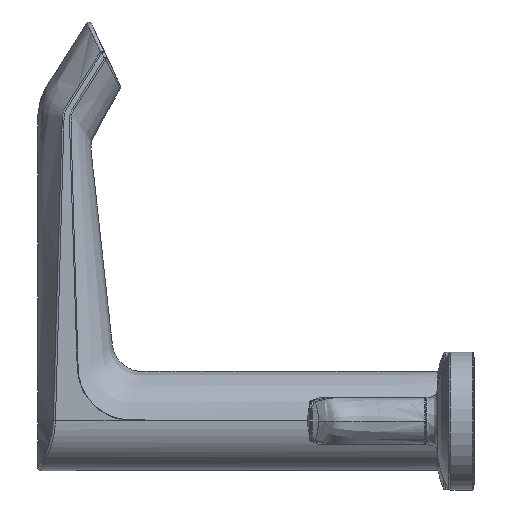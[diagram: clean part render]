
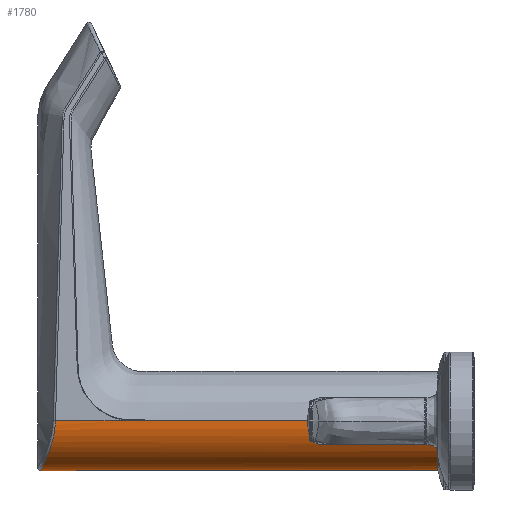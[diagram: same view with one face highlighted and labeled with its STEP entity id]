
A CAD part, left-side view. The second image highlights one B-rep face of the part: STEP entity #1780.
In plain terms, the highlighted cylindrical face has radius 18 mm (diameter 36 mm), a partial arc.
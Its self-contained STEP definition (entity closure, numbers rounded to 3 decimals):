
#53=CYLINDRICAL_SURFACE('',#1909,18.);
#67=LINE('',#8133,#81);
#68=LINE('',#8166,#82);
#81=VECTOR('',#2164,26.758);
#82=VECTOR('',#2167,26.758);
#220=FACE_OUTER_BOUND('',#352,.T.);
#352=EDGE_LOOP('',(#1429,#1430,#1431,#1432,#1433,#1434));
#428=CIRCLE('',#1885,18.);
#580=B_SPLINE_CURVE_WITH_KNOTS('',3,(#6510,#6511,#6512,#6513,#6514,#6515),
 .UNSPECIFIED.,.F.,.F.,(4,2,4),(3.479,3.842,14.657),
 .UNSPECIFIED.);
#589=B_SPLINE_CURVE_WITH_KNOTS('',3,(#8158,#8159,#8160,#8161,#8162,#8163),
 .UNSPECIFIED.,.F.,.F.,(4,2,4),(0.036,10.851,11.215),
 .UNSPECIFIED.);
#591=B_SPLINE_CURVE_WITH_KNOTS('',3,(#8190,#8191,#8192,#8193,#8194,#8195,
#8196,#8197,#8198,#8199,#8200),.UNSPECIFIED.,.F.,.F.,(4,1,1,1,1,1,1,1,4),
(0.,0.689,1.379,2.068,2.758,
3.447,4.137,4.826,5.516),
 .UNSPECIFIED.);
#714=VERTEX_POINT('',#6433);
#716=VERTEX_POINT('',#6445);
#718=VERTEX_POINT('',#6508);
#728=VERTEX_POINT('',#7930);
#729=VERTEX_POINT('',#8111);
#730=VERTEX_POINT('',#8165);
#936=EDGE_CURVE('',#716,#714,#428,.T.);
#942=EDGE_CURVE('',#718,#716,#580,.T.);
#966=EDGE_CURVE('',#718,#729,#67,.T.);
#967=EDGE_CURVE('',#714,#728,#589,.T.);
#968=EDGE_CURVE('',#728,#730,#68,.T.);
#970=EDGE_CURVE('',#730,#729,#591,.T.);
#1429=ORIENTED_EDGE('',*,*,#936,.F.);
#1430=ORIENTED_EDGE('',*,*,#942,.F.);
#1431=ORIENTED_EDGE('',*,*,#966,.T.);
#1432=ORIENTED_EDGE('',*,*,#970,.F.);
#1433=ORIENTED_EDGE('',*,*,#968,.F.);
#1434=ORIENTED_EDGE('',*,*,#967,.F.);
#1780=ADVANCED_FACE('',(#220),#53,.T.);
#1885=AXIS2_PLACEMENT_3D('',#6447,#2116,#2117);
#1909=AXIS2_PLACEMENT_3D('',#8189,#2168,#2169);
#2116=DIRECTION('center_axis',(0.,-1.,0.));
#2117=DIRECTION('ref_axis',(0.,0.,
-1.));
#2164=DIRECTION('',(0.,1.,0.));
#2167=DIRECTION('',(0.,1.,0.));
#2168=DIRECTION('center_axis',(0.,1.,0.));
#2169=DIRECTION('ref_axis',(-1.,0.,-0.013));
#6433=CARTESIAN_POINT('',(17.999,13.05,0.227));
#6445=CARTESIAN_POINT('',(-17.999,13.05,0.227));
#6447=CARTESIAN_POINT('Origin',(0.,13.05,0.));
#6508=CARTESIAN_POINT('',(-17.998,124.832,0.236));
#6510=CARTESIAN_POINT('Ctrl Pts',(-17.998,124.832,0.236));
#6511=CARTESIAN_POINT('Ctrl Pts',(-17.999,123.624,0.158));
#6512=CARTESIAN_POINT('Ctrl Pts',(-17.999,122.413,0.158));
#6513=CARTESIAN_POINT('Ctrl Pts',(-17.999,85.151,0.19));
#6514=CARTESIAN_POINT('Ctrl Pts',(-17.999,49.1,0.207));
#6515=CARTESIAN_POINT('Ctrl Pts',(-17.999,13.05,0.227));
#7930=CARTESIAN_POINT('',(17.998,124.832,0.236));
#8111=CARTESIAN_POINT('',(-17.998,151.59,0.236));
#8133=CARTESIAN_POINT('',(-17.998,2.05,0.236));
#8158=CARTESIAN_POINT('Ctrl Pts',(17.999,13.05,0.227));
#8159=CARTESIAN_POINT('Ctrl Pts',(17.999,49.1,0.207));
#8160=CARTESIAN_POINT('Ctrl Pts',(17.999,85.151,0.19));
#8161=CARTESIAN_POINT('Ctrl Pts',(17.999,122.413,0.158));
#8162=CARTESIAN_POINT('Ctrl Pts',(17.999,123.624,0.158));
#8163=CARTESIAN_POINT('Ctrl Pts',(17.998,124.832,0.236));
#8165=CARTESIAN_POINT('',(17.998,151.59,0.236));
#8166=CARTESIAN_POINT('',(17.998,2.05,0.236));
#8189=CARTESIAN_POINT('Origin',(0.,2.05,0.));
#8190=CARTESIAN_POINT('Ctrl Pts',(17.998,151.59,0.236));
#8191=CARTESIAN_POINT('Ctrl Pts',(18.03,151.655,-2.197));
#8192=CARTESIAN_POINT('Ctrl Pts',(17.082,152.412,-7.029));
#8193=CARTESIAN_POINT('Ctrl Pts',(13.155,154.514,-12.927));
#8194=CARTESIAN_POINT('Ctrl Pts',(7.289,156.484,-16.984));
#8195=CARTESIAN_POINT('Ctrl Pts',(0.,157.337,
-18.511));
#8196=CARTESIAN_POINT('Ctrl Pts',(-7.289,156.484,-16.984));
#8197=CARTESIAN_POINT('Ctrl Pts',(-13.155,154.514,-12.927));
#8198=CARTESIAN_POINT('Ctrl Pts',(-17.082,152.412,-7.028));
#8199=CARTESIAN_POINT('Ctrl Pts',(-18.03,151.655,-2.197));
#8200=CARTESIAN_POINT('Ctrl Pts',(-17.998,151.59,0.236));
